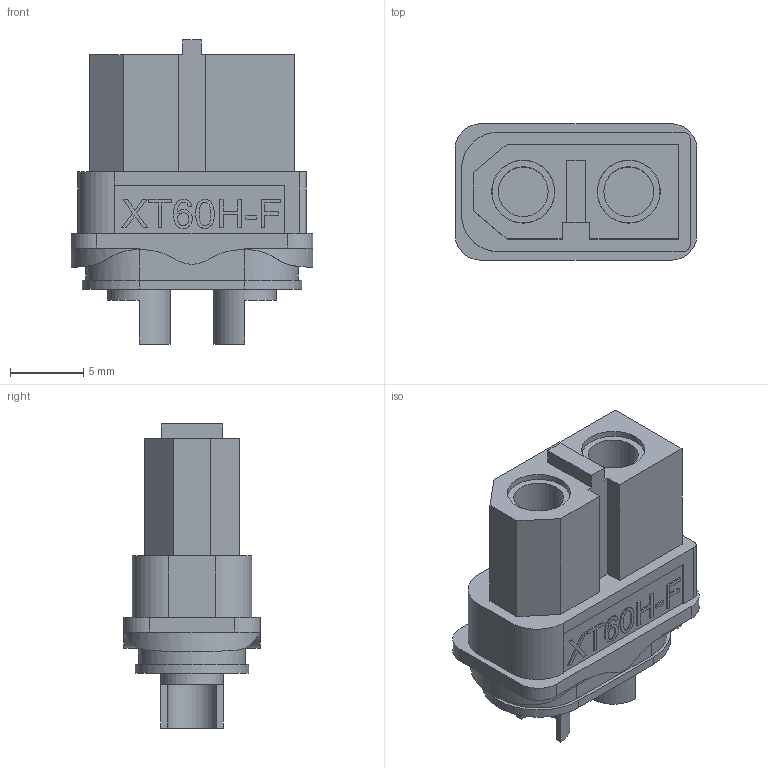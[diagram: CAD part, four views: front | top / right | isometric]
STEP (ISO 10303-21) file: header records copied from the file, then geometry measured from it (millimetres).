
FILE_DESCRIPTION(/* description */ (''),/* implementation_level */ '2;1');
FILE_NAME(/* name */ 'XT60H-F v3.step',/* time_stamp */ '2020-09-03T15:23:59-07:00',/* author */ (''),/* organization */ (''),/* preprocessor_version */ 'ST-DEVELOPER v18.1',/* originating_system */ 'Autodesk Translation Framework v9.3.0.1241',/* authorisation */ '');
FILE_SCHEMA (('AUTOMOTIVE_DESIGN { 1 0 10303 214 3 1 1 }'));
Length unit declared in the file: millimetre
Products named in the file (3): XT60H-F; Housing; Contact
Assembly tree (3 placements, depth 2):
  XT60H-F
    Housing
    Contact  x2
Bounding box: 16.5 x 9.3 x 20.75 mm (x, y, z)
Volume: 1290.1 mm3; surface area: 2321.5 mm2
Topology: 3 solids, 3 shells, 214 faces, 569 edges, 377 vertices
Faces by surface type: plane 133, bspline 57, cylinder 24
Full cylindrical faces by diameter (mm): 3.4 x2, 4.27 x2, 4.3 x2
Entity records: 7422 total; most frequent: CARTESIAN_POINT 2536, ORIENTED_EDGE 1102, DIRECTION 787, EDGE_CURVE 551, LINE 387, VECTOR 387, VERTEX_POINT 365, EDGE_LOOP 224
